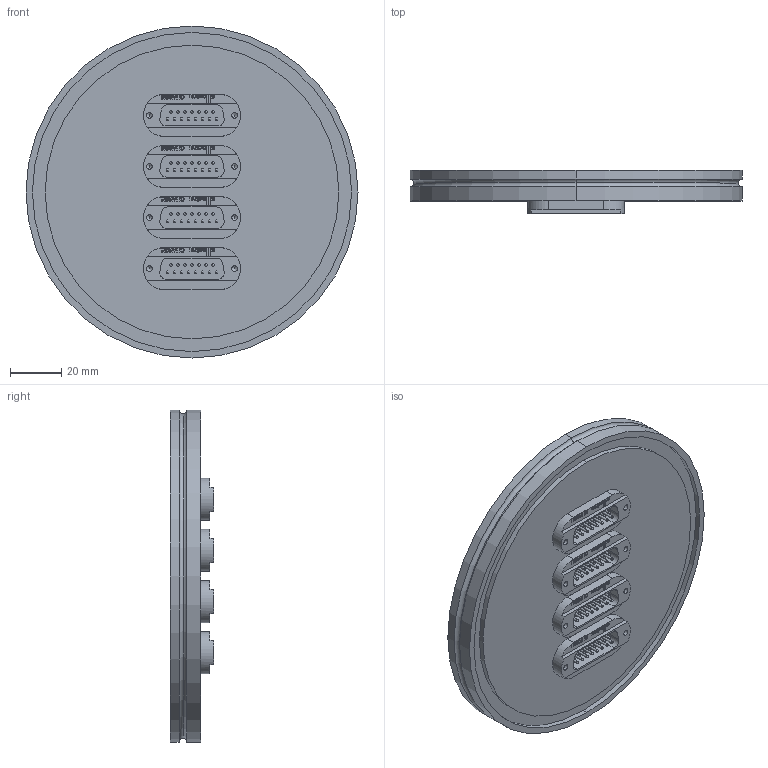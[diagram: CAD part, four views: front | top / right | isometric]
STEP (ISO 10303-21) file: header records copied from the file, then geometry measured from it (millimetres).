
FILE_DESCRIPTION (( 'STEP AP214' ), '1' );
FILE_NAME ('210-D15-ISO100-4.step', '2025-02-17T20:23:01', ( '' ), ( '' ), 'SwSTEP 2.0', 'SolidWorks 2022', '' );
FILE_SCHEMA (( 'AUTOMOTIVE_DESIGN' ));
Length unit declared in the file: millimetre
Products named in the file (5): 9210-PIN-FENI_Pin vergoldet; 9210-D15-ISO100-4_DN100 ISO-K; 210-D15-ISO100-4; 218-D9-37-SS_218-D15-SS; 9218-D9-37-SS-V22_15pin 1mm beschr. allectra
Assembly tree (21 placements, depth 3):
  210-D15-ISO100-4
    9210-D15-ISO100-4_DN100 ISO-K
    218-D9-37-SS_218-D15-SS  x4
      9218-D9-37-SS-V22_15pin 1mm beschr. allectra
      9210-PIN-FENI_Pin vergoldet
Bounding box: 130 x 17 x 130 mm (x, y, z)
Volume: 147650.6 mm3; surface area: 53928.2 mm2
Topology: 65 solids, 65 shells, 1378 faces, 3774 edges, 2482 vertices
Faces by surface type: plane 582, cylinder 524, sphere 120, bspline 108, cone 32, torus 12
Entity records: 11821 total; most frequent: CARTESIAN_POINT 3490, ORIENTED_EDGE 1658, DIRECTION 1653, EDGE_CURVE 829, AXIS2_PLACEMENT_3D 563, VERTEX_POINT 548, VECTOR 527, LINE 527
